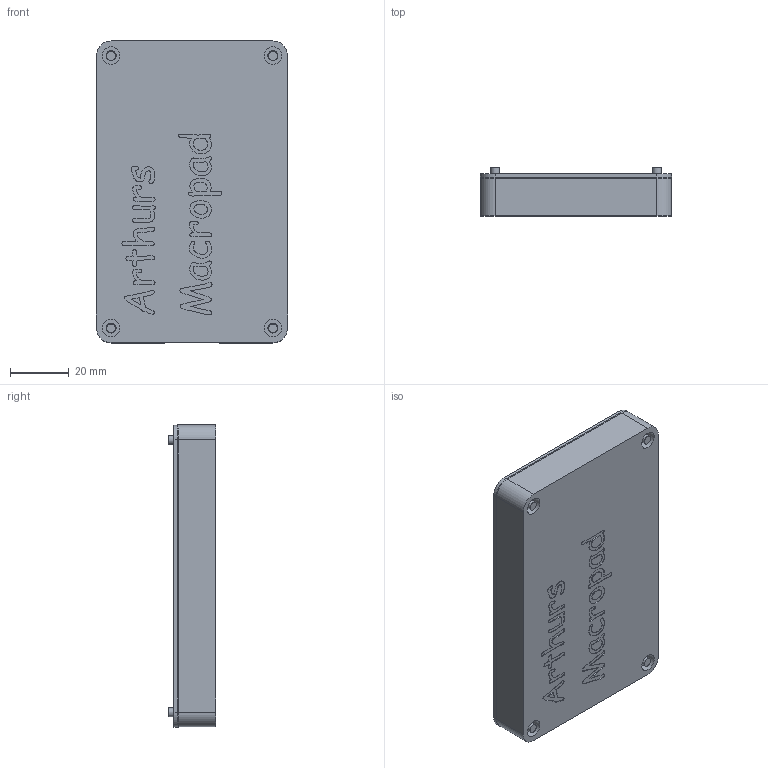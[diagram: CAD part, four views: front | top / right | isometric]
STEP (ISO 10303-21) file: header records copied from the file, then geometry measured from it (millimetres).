
FILE_DESCRIPTION(/* description */ (''),/* implementation_level */ '2;1');
FILE_NAME(/* name */ 'Arthur''s Macropad.step',/* time_stamp */ '2025-12-28T21:34:18-08:00',/* author */ (''),/* organization */ (''),/* preprocessor_version */ 'ST-DEVELOPER v20.1',/* originating_system */ 'Autodesk Translation Framework v14.17.0.0',/* authorisation */ '');
FILE_SCHEMA (('AUTOMOTIVE_DESIGN { 1 0 10303 214 3 1 1 }'));
Length unit declared in the file: centimetre
Products named in the file (4): Macropad bottomfinal; macropad; Xiao RP2040; Untitled
Assembly tree (3 placements, depth 3):
  Macropad bottomfinal
    macropad
      Xiao RP2040
      Untitled
Bounding box: 65.08 x 16.26 x 102.88 mm (x, y, z)
Volume: 65533.1 mm3; surface area: 40898.4 mm2
Topology: 7 solids, 7 shells, 527 faces, 1464 edges, 976 vertices
Faces by surface type: bspline 346, plane 135, cylinder 46
Full cylindrical faces by diameter (mm): 3 x4, 3.4 x8, 6 x4
Entity records: 20216 total; most frequent: CARTESIAN_POINT 8856, ORIENTED_EDGE 2928, EDGE_CURVE 1464, DIRECTION 1240, VERTEX_POINT 976, B_SPLINE_CURVE_WITH_KNOTS 692, LINE 680, VECTOR 680
